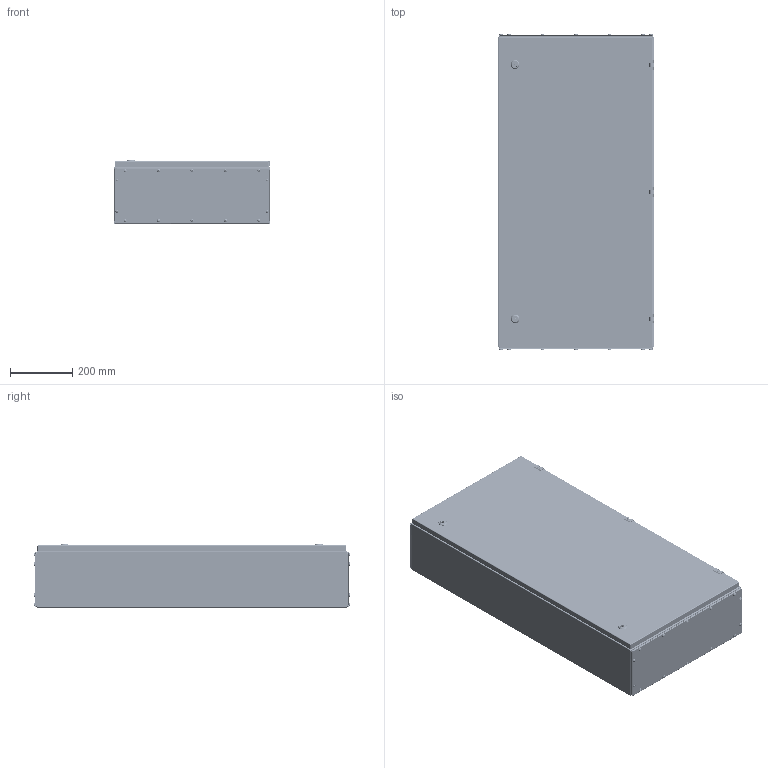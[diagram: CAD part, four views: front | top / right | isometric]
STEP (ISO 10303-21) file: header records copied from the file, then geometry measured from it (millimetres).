
FILE_DESCRIPTION (( 'STEP AP214' ), '1' );
FILE_NAME ('10.050.100.20.STEP', '2024-05-29T06:54:53', ( '' ), ( '' ), 'SwSTEP 2.0', 'SolidWorks 2021', '' );
FILE_SCHEMA (( 'AUTOMOTIVE_DESIGN' ));
Length unit declared in the file: millimetre
Products named in the file (25): 嵑謺麃 檐; Çàêëåïêà ðåçüáîâàÿ Ì8 øåñòèãðàííàÿ ñ óìåíüøåííûì áîðòîì; Øïèëüêà ïðèâàðíàÿ Ì8õ25; Øïèëüêà ïðèâàðíàÿ Ì6õ15; Çàêëåïêà ðåçüáîâàÿ Ì5 øåñòèãðàííàÿ ñ óìåíüøåííûì áîðòîì; Äâåðíîå ïîëîòíî W500H1000; 10.050.100.20; Ãàñêåòèíã äâåðè W500H1000; ﾇ瑟鶴 ﾀﾑ ms1000-3M.stp; Ðåéêà H1000; Êîðïóñ øêàôà W500H1000D200; Áîëò Ì6õ10 ñ øåñòèãðàííîé ãîëîâêîé ñ ïðåññøàéáîé; 8SJ_MS705_0010.stp; 署赅 W500D200; 8SJ_MS705-1_0040.stp; 8SJ_MS705_0510.stp; ﾄ粢 ﾑﾁ W500H1000; Øïèëüêà ïðèâàðíàÿ Ì6õ10; Ïåðåìû÷êà êàðêàñà W500; Âèíò DIN 967 Ì5õ16 ñ ïîëóêðóãëîé ãîëîâêîé ñ êðåñòîîáðàçíûì øëèöåì; 8SJ_S1B_0001.stp; Ïðîêëàäêà êðûøêè W500D200; SW6X8.stp; 8SJ_MS705_0760.stp; Êàðêàñ øêàôà W500H1000D200
Assembly tree (105 placements, depth 4):
  10.050.100.20
    Êàðêàñ øêàôà W500H1000D200
      Êîðïóñ øêàôà W500H1000D200
      Ïåðåìû÷êà êàðêàñà W500  x2
      Øïèëüêà ïðèâàðíàÿ Ì6õ15  x8
      Øïèëüêà ïðèâàðíàÿ Ì8õ25  x6
    署赅 W500D200  x2
    Ïðîêëàäêà êðûøêè W500D200  x2
    ﾄ粢 ﾑﾁ W500H1000
      Äâåðíîå ïîëîòíî W500H1000
      Ðåéêà H1000  x2
      Ãàñêåòèíã äâåðè W500H1000
      Øïèëüêà ïðèâàðíàÿ Ì6õ10  x2
      ﾇ瑟鶴 ﾀﾑ ms1000-3M.stp  x2
        8SJ_MS705_0010.stp
        8SJ_MS705_0510.stp
        8SJ_MS705_0760.stp
        8SJ_S1B_0001.stp
        8SJ_MS705-1_0040.stp
        SW6X8.stp
    嵑謺麃 檐  x3
    Áîëò Ì6õ10 ñ øåñòèãðàííîé ãîëîâêîé ñ ïðåññøàéáîé  x3
    Çàêëåïêà ðåçüáîâàÿ Ì5 øåñòèãðàííàÿ ñ óìåíüøåííûì áîðòîì  x28
    Âèíò DIN 967 Ì5õ16 ñ ïîëóêðóãëîé ãîëîâêîé ñ êðåñòîîáðàçíûì øëèöåì  x28
    Çàêëåïêà ðåçüáîâàÿ Ì8 øåñòèãðàííàÿ ñ óìåíüøåííûì áîðòîì  x6
Bounding box: 500 x 1015.11 x 204.65 mm (x, y, z)
Volume: 2220616.1 mm3; surface area: 3925190.3 mm2
Topology: 107 solids, 119 shells, 6429 faces, 16251 edges, 10113 vertices
Faces by surface type: plane 2666, cylinder 2321, bspline 700, cone 330, torus 244, sphere 168
Entity records: 86367 total; most frequent: CARTESIAN_POINT 42302, ORIENTED_EDGE 9402, DIRECTION 7984, EDGE_CURVE 4707, VERTEX_POINT 2917, AXIS2_PLACEMENT_3D 2715, LINE 2554, VECTOR 2554
